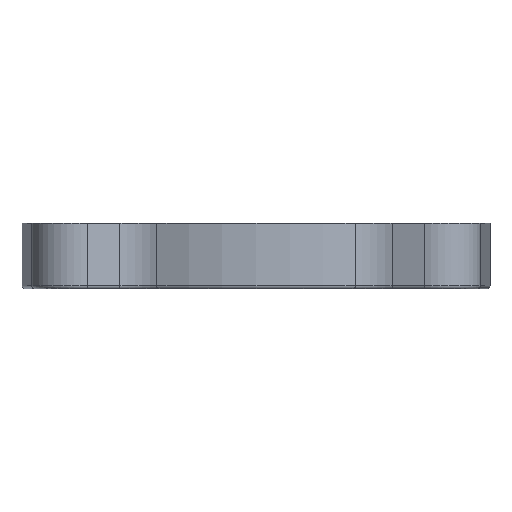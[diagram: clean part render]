
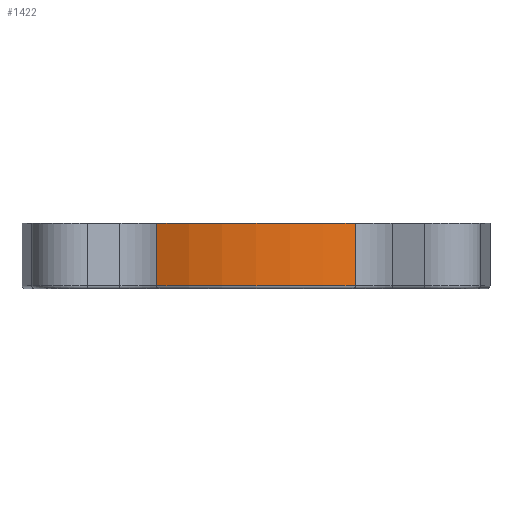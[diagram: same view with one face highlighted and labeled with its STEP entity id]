
A CAD part, left-side view. The second image highlights one B-rep face of the part: STEP entity #1422.
In plain terms, the highlighted cylindrical face has radius 61.913 mm (diameter 123.825 mm), a partial arc.
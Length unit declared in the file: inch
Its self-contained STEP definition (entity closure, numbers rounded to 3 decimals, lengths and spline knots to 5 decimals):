
#366=DIRECTION('',(0.,0.,1.));
#367=VECTOR('',#366,0.654);
#368=CARTESIAN_POINT('',(-2.20722,1.03421,0.031));
#369=LINE('',#368,#367);
#375=CARTESIAN_POINT('',(0.,0.,0.685));
#376=DIRECTION('',(0.,0.,-1.));
#377=DIRECTION('',(-0.906,-0.424,0.));
#378=AXIS2_PLACEMENT_3D('',#375,#376,#377);
#380=CARTESIAN_POINT('',(0.,0.,0.031));
#381=DIRECTION('',(0.,0.,-1.));
#382=DIRECTION('',(-0.906,-0.424,0.));
#383=AXIS2_PLACEMENT_3D('',#380,#381,#382);
#395=DIRECTION('',(0.,0.,1.));
#396=VECTOR('',#395,0.654);
#397=CARTESIAN_POINT('',(-2.20722,-1.03421,0.031));
#398=LINE('',#397,#396);
#837=CARTESIAN_POINT('',(-2.20722,-1.03421,0.031));
#838=VERTEX_POINT('',#837);
#841=CARTESIAN_POINT('',(-2.20722,1.03421,0.031));
#842=VERTEX_POINT('',#841);
#1009=CARTESIAN_POINT('',(-2.20722,-1.03421,0.685));
#1010=CARTESIAN_POINT('',(-2.20722,1.03421,0.685));
#1011=VERTEX_POINT('',#1009);
#1012=VERTEX_POINT('',#1010);
#1409=CARTESIAN_POINT('',(0.,0.,0.));
#1410=DIRECTION('',(0.,0.,-1.));
#1411=DIRECTION('',(-1.,0.,0.));
#1412=AXIS2_PLACEMENT_3D('',#1409,#1410,#1411);
#1413=CYLINDRICAL_SURFACE('',#1412,2.4375);
#1414=ORIENTED_EDGE('',*,*,#1236,.F.);
#1416=ORIENTED_EDGE('',*,*,#1415,.F.);
#1418=ORIENTED_EDGE('',*,*,#1417,.T.);
#1419=ORIENTED_EDGE('',*,*,#1401,.T.);
#1420=EDGE_LOOP('',(#1414,#1416,#1418,#1419));
#1421=FACE_OUTER_BOUND('',#1420,.F.);
#379=CIRCLE('',#378,2.4375);
#384=CIRCLE('',#383,2.4375);
#1236=EDGE_CURVE('',#1011,#1012,#379,.T.);
#1401=EDGE_CURVE('',#842,#1012,#369,.T.);
#1415=EDGE_CURVE('',#838,#1011,#398,.T.);
#1417=EDGE_CURVE('',#838,#842,#384,.T.);
#1422=ADVANCED_FACE('',(#1421),#1413,.T.);
